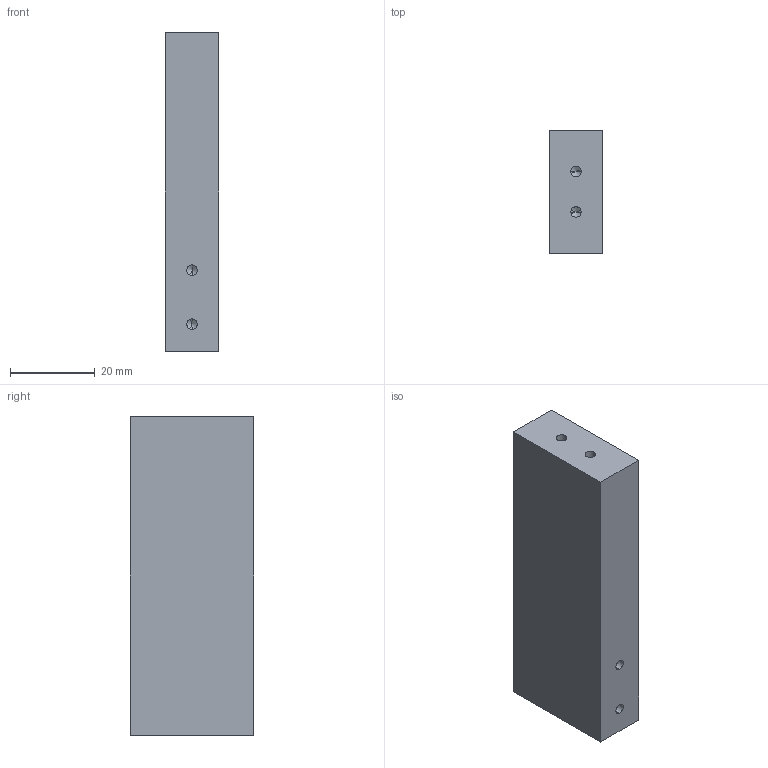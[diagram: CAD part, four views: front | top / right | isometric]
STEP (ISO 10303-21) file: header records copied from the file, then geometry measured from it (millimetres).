
FILE_DESCRIPTION (( 'STEP AP203' ), '1' );
FILE_NAME ('FB360_V1_28.STEP', '2016-05-30T07:04:39', ( '' ), ( '' ), 'SwSTEP 2.0', 'SolidWorks 2016', '' );
FILE_SCHEMA (( 'CONFIG_CONTROL_DESIGN' ));
Length unit declared in the file: inch
Products named in the file (1): FB360_V1_28
Bounding box: 12.65 x 29 x 74.93 mm (x, y, z)
Volume: 27224.6 mm3; surface area: 7387.1 mm2
Topology: 1 solids, 1 shells, 30 faces, 72 edges, 38 vertices
Faces by surface type: cylinder 12, cone 12, plane 6
Entity records: 859 total; most frequent: DIRECTION 146, CARTESIAN_POINT 129, ORIENTED_EDGE 120, EDGE_CURVE 60, AXIS2_PLACEMENT_3D 55, VERTEX_POINT 38, LINE 36, VECTOR 36
